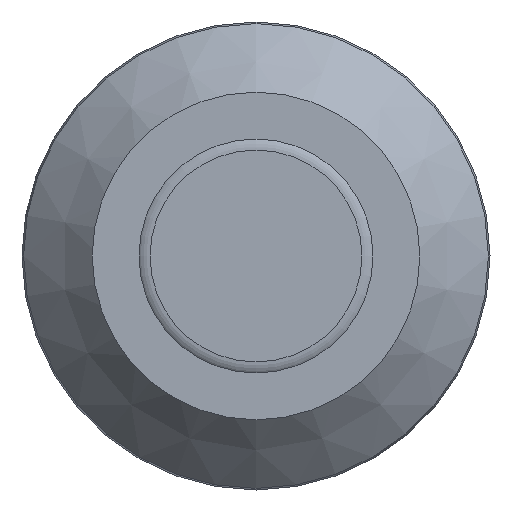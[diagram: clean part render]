
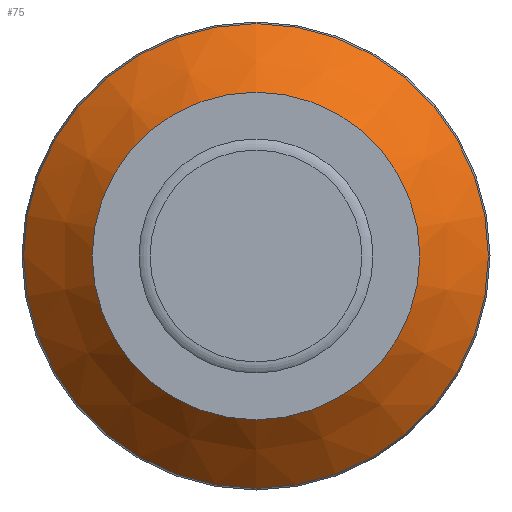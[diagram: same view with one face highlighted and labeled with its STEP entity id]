
A CAD part, left-side view. The second image highlights one B-rep face of the part: STEP entity #75.
In plain terms, the highlighted conical face has half-angle 45 degrees and reference radius 6.672 mm.
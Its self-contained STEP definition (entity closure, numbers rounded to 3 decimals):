
#60=CONICAL_SURFACE('',#241,6.672,45.);
#75=ADVANCED_FACE('',(#102,#103),#60,.T.);
#102=FACE_BOUND('',#132,.T.);
#103=FACE_BOUND('',#133,.T.);
#132=EDGE_LOOP('',(#162));
#133=EDGE_LOOP('',(#163));
#162=ORIENTED_EDGE('',*,*,#199,.F.);
#163=ORIENTED_EDGE('',*,*,#198,.T.);
#183=VERTEX_POINT('',#344);
#184=VERTEX_POINT('',#347);
#198=EDGE_CURVE('',#183,#183,#213,.T.);
#199=EDGE_CURVE('',#184,#184,#214,.T.);
#213=CIRCLE('',#238,6.672);
#214=CIRCLE('',#240,9.93);
#238=AXIS2_PLACEMENT_3D('',#343,#289,#290);
#240=AXIS2_PLACEMENT_3D('',#346,#293,#294);
#241=AXIS2_PLACEMENT_3D('',#348,#295,#296);
#289=DIRECTION('',(1.,0.,0.));
#290=DIRECTION('',(0.,0.,1.));
#293=DIRECTION('',(1.,0.,0.));
#294=DIRECTION('',(0.,0.,1.));
#295=DIRECTION('',(1.,0.,0.));
#296=DIRECTION('',(0.,0.,-1.));
#343=CARTESIAN_POINT('',(27.828,0.,0.));
#344=CARTESIAN_POINT('',(27.828,0.,6.672));
#346=CARTESIAN_POINT('',(31.087,0.,0.));
#347=CARTESIAN_POINT('',(31.087,0.,9.93));
#348=CARTESIAN_POINT('',(27.828,0.,0.));
